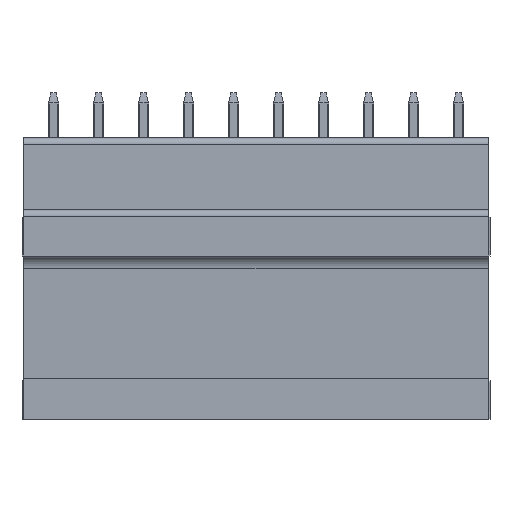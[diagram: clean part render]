
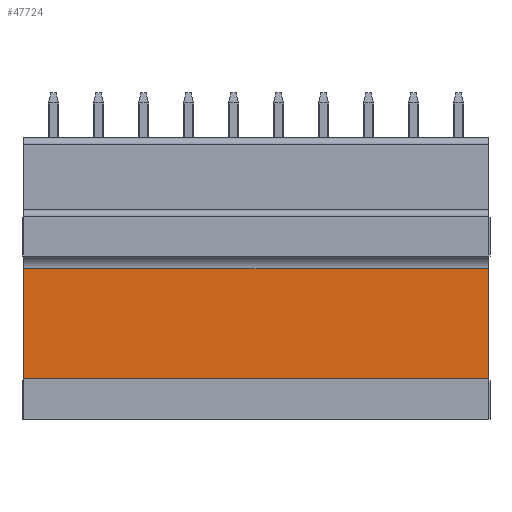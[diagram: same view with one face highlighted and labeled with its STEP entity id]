
A CAD part, front view. The second image highlights one B-rep face of the part: STEP entity #47724.
In plain terms, the highlighted planar face has unit normal (0, -1, -0.026).
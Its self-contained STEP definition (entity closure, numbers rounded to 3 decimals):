
#16294=DIRECTION('',(-1.,0.,0.));
#16295=VECTOR('',#16294,36.1);
#16296=CARTESIAN_POINT('',(-0.15,4.2,-9.5));
#16297=LINE('',#16296,#16295);
#16302=DIRECTION('',(0.,0.026,-1.));
#16303=VECTOR('',#16302,8.529);
#16304=CARTESIAN_POINT('',(-36.25,3.98,-0.974));
#16305=LINE('',#16304,#16303);
#16306=DIRECTION('',(-1.,0.,0.));
#16307=VECTOR('',#16306,36.1);
#16308=CARTESIAN_POINT('',(-0.15,3.98,-0.974));
#16309=LINE('',#16308,#16307);
#16310=DIRECTION('',(0.,0.026,-1.));
#16311=VECTOR('',#16310,8.529);
#16312=CARTESIAN_POINT('',(-0.15,3.98,-0.974));
#16313=LINE('',#16312,#16311);
#24454=CARTESIAN_POINT('',(-0.15,3.98,-0.974));
#24455=VERTEX_POINT('',#24454);
#24456=CARTESIAN_POINT('',(-0.15,4.2,-9.5));
#24457=VERTEX_POINT('',#24456);
#25644=CARTESIAN_POINT('',(-36.25,3.98,-0.974));
#25645=VERTEX_POINT('',#25644);
#25646=CARTESIAN_POINT('',(-36.25,4.2,-9.5));
#25647=VERTEX_POINT('',#25646);
#47711=CARTESIAN_POINT('',(0.,3.98,-0.974));
#47712=DIRECTION('',(0.,-1.,-0.026));
#47713=DIRECTION('',(0.,0.026,-1.));
#47714=AXIS2_PLACEMENT_3D('',#47711,#47712,#47713);
#47715=PLANE('',#47714);
#47716=ORIENTED_EDGE('',*,*,#36389,.F.);
#47718=ORIENTED_EDGE('',*,*,#47717,.F.);
#47720=ORIENTED_EDGE('',*,*,#47719,.T.);
#47721=ORIENTED_EDGE('',*,*,#47703,.T.);
#47722=EDGE_LOOP('',(#47716,#47718,#47720,#47721));
#47723=FACE_OUTER_BOUND('',#47722,.F.);
#47724=ADVANCED_FACE('',(#47723),#47715,.T.);
#36389=EDGE_CURVE('',#25645,#25647,#16305,.T.);
#47703=EDGE_CURVE('',#24457,#25647,#16297,.T.);
#47717=EDGE_CURVE('',#24455,#25645,#16309,.T.);
#47719=EDGE_CURVE('',#24455,#24457,#16313,.T.);
